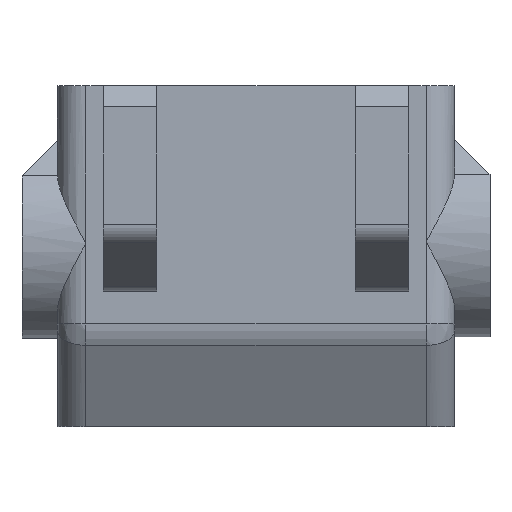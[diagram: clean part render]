
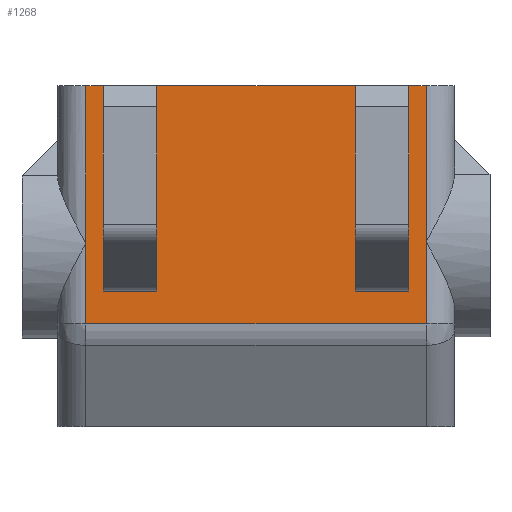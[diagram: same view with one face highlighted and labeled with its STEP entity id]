
A CAD part, top view. The second image highlights one B-rep face of the part: STEP entity #1268.
In plain terms, the highlighted planar face has unit normal (0, 0, 1).
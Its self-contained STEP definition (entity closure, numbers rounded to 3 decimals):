
#53=PLANE('',#1367);
#104=FACE_OUTER_BOUND('',#176,.T.);
#176=EDGE_LOOP('',(#950,#951,#952,#953,#954,#955,#956,#957,#958,#959,#960,
#961,#962,#963));
#241=LINE('',#1828,#378);
#248=LINE('',#1851,#385);
#254=LINE('',#1864,#391);
#258=LINE('',#1877,#395);
#269=LINE('',#1902,#406);
#271=LINE('',#1906,#408);
#283=LINE('',#1937,#420);
#285=LINE('',#1952,#422);
#286=LINE('',#1955,#423);
#287=LINE('',#1957,#424);
#288=LINE('',#1959,#425);
#289=LINE('',#1960,#426);
#290=LINE('',#1961,#427);
#291=LINE('',#1962,#428);
#378=VECTOR('',#1465,10.);
#385=VECTOR('',#1484,10.);
#391=VECTOR('',#1494,10.);
#395=VECTOR('',#1504,10.);
#406=VECTOR('',#1533,10.);
#408=VECTOR('',#1535,10.);
#420=VECTOR('',#1555,10.);
#422=VECTOR('',#1561,10.);
#423=VECTOR('',#1564,10.);
#424=VECTOR('',#1565,10.);
#425=VECTOR('',#1566,10.);
#426=VECTOR('',#1567,10.);
#427=VECTOR('',#1568,10.);
#428=VECTOR('',#1569,10.);
#549=VERTEX_POINT('',#1825);
#550=VERTEX_POINT('',#1827);
#559=VERTEX_POINT('',#1848);
#560=VERTEX_POINT('',#1850);
#565=VERTEX_POINT('',#1862);
#570=VERTEX_POINT('',#1874);
#571=VERTEX_POINT('',#1876);
#577=VERTEX_POINT('',#1903);
#578=VERTEX_POINT('',#1905);
#593=VERTEX_POINT('',#1935);
#596=VERTEX_POINT('',#1943);
#597=VERTEX_POINT('',#1954);
#598=VERTEX_POINT('',#1956);
#599=VERTEX_POINT('',#1958);
#673=EDGE_CURVE('',#550,#549,#241,.T.);
#684=EDGE_CURVE('',#560,#559,#248,.T.);
#691=EDGE_CURVE('',#559,#565,#254,.T.);
#697=EDGE_CURVE('',#571,#570,#258,.T.);
#710=EDGE_CURVE('',#565,#550,#269,.T.);
#712=EDGE_CURVE('',#578,#577,#271,.T.);
#728=EDGE_CURVE('',#570,#593,#283,.T.);
#732=EDGE_CURVE('',#596,#593,#285,.T.);
#733=EDGE_CURVE('',#597,#596,#286,.T.);
#734=EDGE_CURVE('',#598,#597,#287,.T.);
#735=EDGE_CURVE('',#599,#598,#288,.T.);
#736=EDGE_CURVE('',#578,#599,#289,.T.);
#737=EDGE_CURVE('',#577,#560,#290,.T.);
#738=EDGE_CURVE('',#549,#571,#291,.T.);
#950=ORIENTED_EDGE('',*,*,#732,.F.);
#951=ORIENTED_EDGE('',*,*,#733,.F.);
#952=ORIENTED_EDGE('',*,*,#734,.F.);
#953=ORIENTED_EDGE('',*,*,#735,.F.);
#954=ORIENTED_EDGE('',*,*,#736,.F.);
#955=ORIENTED_EDGE('',*,*,#712,.T.);
#956=ORIENTED_EDGE('',*,*,#737,.T.);
#957=ORIENTED_EDGE('',*,*,#684,.T.);
#958=ORIENTED_EDGE('',*,*,#691,.T.);
#959=ORIENTED_EDGE('',*,*,#710,.T.);
#960=ORIENTED_EDGE('',*,*,#673,.T.);
#961=ORIENTED_EDGE('',*,*,#738,.T.);
#962=ORIENTED_EDGE('',*,*,#697,.T.);
#963=ORIENTED_EDGE('',*,*,#728,.T.);
#1268=ADVANCED_FACE('',(#104),#53,.T.);
#1367=AXIS2_PLACEMENT_3D('',#1953,#1562,#1563);
#1465=DIRECTION('',(0.,-1.,0.));
#1484=DIRECTION('',(-1.,0.,0.));
#1494=DIRECTION('',(0.,1.,0.));
#1504=DIRECTION('',(0.,1.,0.));
#1533=DIRECTION('',(-1.,0.,0.));
#1535=DIRECTION('',(-1.,0.,0.));
#1555=DIRECTION('',(-1.,0.,0.));
#1561=DIRECTION('',(0.,1.,0.));
#1562=DIRECTION('center_axis',(0.,0.,
1.));
#1563=DIRECTION('ref_axis',(-1.,0.,0.));
#1564=DIRECTION('',(0.,1.,0.));
#1565=DIRECTION('',(-1.,0.,0.));
#1566=DIRECTION('',(0.,-1.,0.));
#1567=DIRECTION('',(0.,-1.,0.));
#1568=DIRECTION('',(0.,-1.,0.));
#1569=DIRECTION('',(-1.,0.,0.));
#1825=CARTESIAN_POINT('',(-7.,63.988,70.445));
#1827=CARTESIAN_POINT('',(-7.,78.488,70.445));
#1828=CARTESIAN_POINT('',(-7.,64.488,70.445));
#1848=CARTESIAN_POINT('',(7.,63.988,70.445));
#1850=CARTESIAN_POINT('',(10.75,63.988,70.445));
#1851=CARTESIAN_POINT('',(-10.,63.988,70.445));
#1862=CARTESIAN_POINT('',(7.,78.488,70.445));
#1864=CARTESIAN_POINT('',(7.,74.488,70.445));
#1874=CARTESIAN_POINT('',(-10.75,78.488,70.445));
#1876=CARTESIAN_POINT('',(-10.75,63.988,70.445));
#1877=CARTESIAN_POINT('',(-10.75,75.488,70.445));
#1902=CARTESIAN_POINT('',(13.417,78.488,70.445));
#1903=CARTESIAN_POINT('',(10.75,78.488,70.445));
#1905=CARTESIAN_POINT('',(11.988,78.488,70.445));
#1906=CARTESIAN_POINT('',(13.417,78.488,70.445));
#1935=CARTESIAN_POINT('',(-11.988,78.488,70.445));
#1937=CARTESIAN_POINT('',(13.417,78.488,70.445));
#1943=CARTESIAN_POINT('',(-11.988,67.388,70.445));
#1952=CARTESIAN_POINT('',(-11.988,70.988,70.445));
#1953=CARTESIAN_POINT('Origin',(13.417,74.488,70.445));
#1954=CARTESIAN_POINT('',(-11.988,61.7,70.445));
#1955=CARTESIAN_POINT('',(-11.988,70.988,70.445));
#1956=CARTESIAN_POINT('',(11.988,61.7,70.445));
#1957=CARTESIAN_POINT('',(10.063,61.7,70.445));
#1958=CARTESIAN_POINT('',(11.988,67.488,70.445));
#1959=CARTESIAN_POINT('',(11.988,70.988,70.445));
#1960=CARTESIAN_POINT('',(11.988,70.988,70.445));
#1961=CARTESIAN_POINT('',(10.75,65.488,70.445));
#1962=CARTESIAN_POINT('',(-10.,63.988,70.445));
